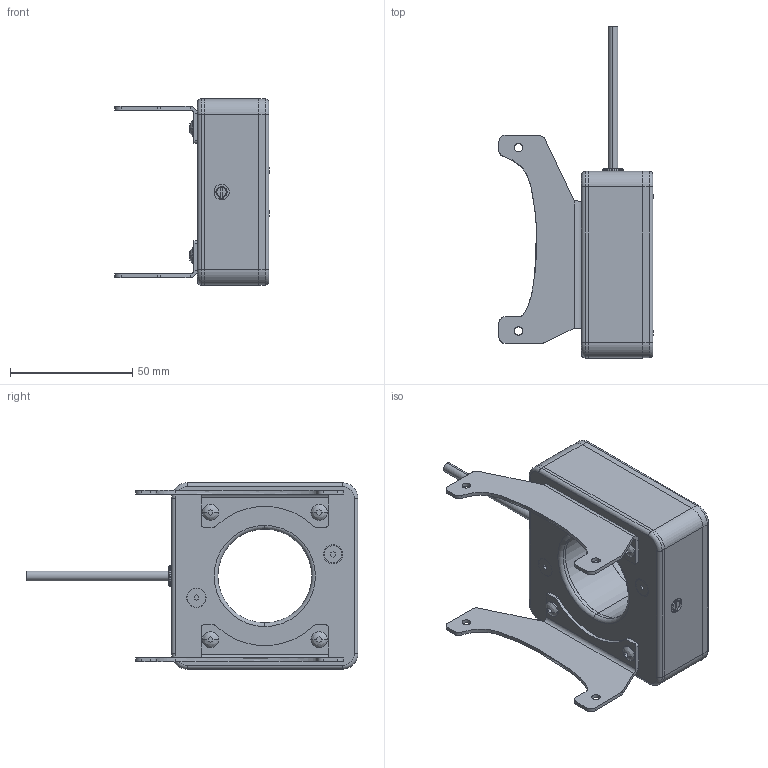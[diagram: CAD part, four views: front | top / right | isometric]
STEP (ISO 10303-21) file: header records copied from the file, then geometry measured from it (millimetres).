
FILE_DESCRIPTION((''),'2;1');
FILE_NAME('193490_ASM','2016-04-07T',('PDMAdmin'),(''),'PRO/ENGINEER BY PARAMETRIC TECHNOLOGY CORPORATION, 2013230','PRO/ENGINEER BY PARAMETRIC TECHNOLOGY CORPORATION, 2013230','');
FILE_SCHEMA(('CONFIG_CONTROL_DESIGN'));
Length unit declared in the file: inch
Products named in the file (16): 188497_OLD; 188496_OLD; 131481; 131635; 127798; 127799; 127826_ASM; 131477; 6X1_2_HEX_BHCS; 6X1_2_HEX_FHCS; 188498; 6X3_16_HEX_BHCS; 188499; 192331; CABLE_157; 193490_ASM
Assembly tree (20 placements, depth 3):
  193490_ASM
    188497_OLD
    188496_OLD
    131481
    131635
    127826_ASM
      127798
      127799
    131477
    6X1_2_HEX_BHCS  x2
    6X1_2_HEX_FHCS  x2
    188498
    6X3_16_HEX_BHCS  x4
    188499
    192331
    CABLE_157
Bounding box: 63.06 x 135.73 x 76.2 mm (x, y, z)
Volume: 78058.3 mm3; surface area: 60740.6 mm2
Topology: 19 solids, 23 shells, 499 faces, 1211 edges, 774 vertices
Faces by surface type: plane 209, cylinder 202, torus 36, cone 32, bspline 20
Entity records: 13492 total; most frequent: CARTESIAN_POINT 2821, DIRECTION 2347, ORIENTED_EDGE 2038, EDGE_CURVE 1027, AXIS2_PLACEMENT_3D 912, VERTEX_POINT 658, VECTOR 523, LINE 523
